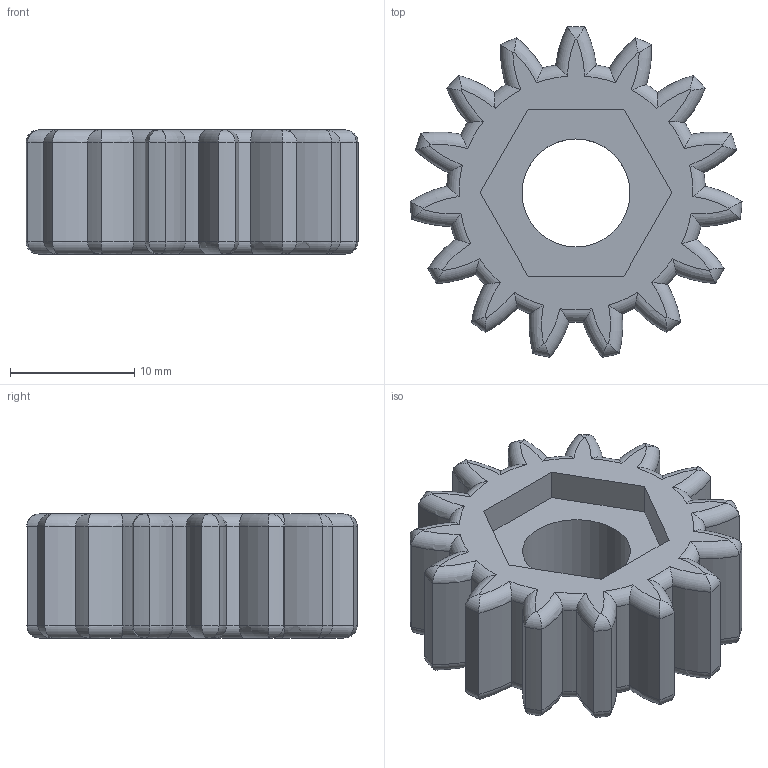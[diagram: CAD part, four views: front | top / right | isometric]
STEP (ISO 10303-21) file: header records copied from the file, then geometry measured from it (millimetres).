
FILE_DESCRIPTION(/* description */ ('Cycl_engranajeVarillaZ'),/* implementation_level */ '2;1');
FILE_NAME(/* name */ 'G004171_Engranaje_varilla.stp',/* time_stamp */ '2015-09-04T18:36:11+02:00',/* author */ ('jnazabal'),/* organization */ (''),/* preprocessor_version */ 'ST-DEVELOPER v15.6',/* originating_system */ 'Autodesk Inventor 2015',/* authorisation */ '');
FILE_SCHEMA (('AUTOMOTIVE_DESIGN { 1 0 10303 214 3 1 1 }'));
Length unit declared in the file: millimetre
Products named in the file (1): Engranaje recto21
Bounding box: 26.76 x 26.63 x 10 mm (x, y, z)
Volume: 3650.5 mm3; surface area: 2329 mm2
Topology: 1 solids, 1 shells, 191 faces, 443 edges, 255 vertices
Faces by surface type: torus 121, cylinder 61, plane 9
Full cylindrical faces by diameter (mm): 8.7 x1
Entity records: 6730 total; most frequent: CARTESIAN_POINT 2448, DIRECTION 948, ORIENTED_EDGE 882, EDGE_CURVE 441, AXIS2_PLACEMENT_3D 435, VERTEX_POINT 255, CIRCLE 243, EDGE_LOOP 196
